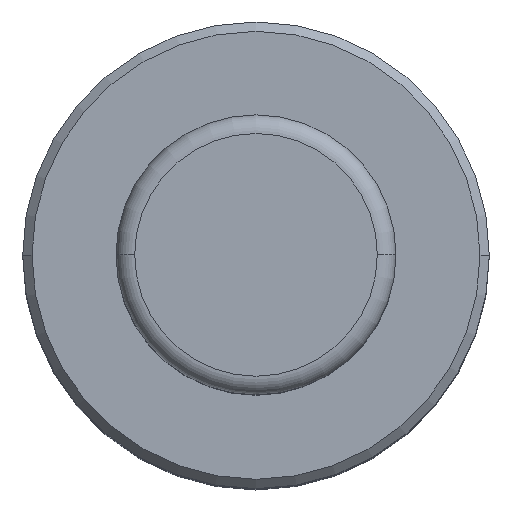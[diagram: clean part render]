
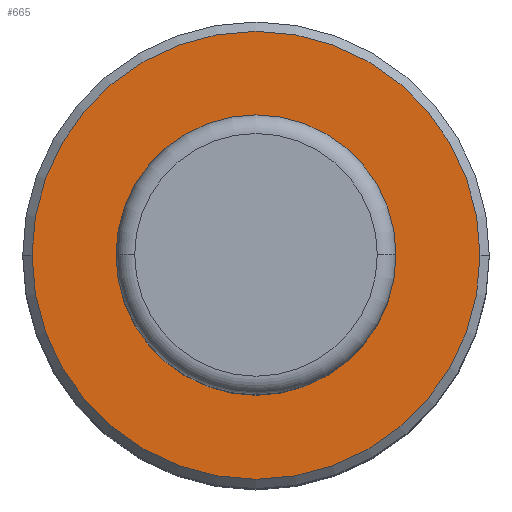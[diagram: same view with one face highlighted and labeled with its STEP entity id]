
A CAD part, top view. The second image highlights one B-rep face of the part: STEP entity #665.
In plain terms, the highlighted planar face has unit normal (0, 0, 1).
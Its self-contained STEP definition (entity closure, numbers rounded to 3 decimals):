
#25 = CARTESIAN_POINT ( 'NONE',  ( 7.5, 0., 42. ) ) ;
#26 = CARTESIAN_POINT ( 'NONE',  ( -12., 0., 42. ) ) ;
#47 = ORIENTED_EDGE ( 'NONE', *, *, #1035, .T. ) ;
#70 = ORIENTED_EDGE ( 'NONE', *, *, #1011, .T. ) ;
#79 = EDGE_LOOP ( 'NONE', ( #47, #174 ) ) ;
#148 = VERTEX_POINT ( 'NONE', #25 ) ;
#174 = ORIENTED_EDGE ( 'NONE', *, *, #696, .T. ) ;
#184 = DIRECTION ( 'NONE',  ( 0., 0., 1. ) ) ;
#206 = CARTESIAN_POINT ( 'NONE',  ( 12., 0., 42. ) ) ;
#238 = ORIENTED_EDGE ( 'NONE', *, *, #850, .T. ) ;
#239 = CARTESIAN_POINT ( 'NONE',  ( 0., 0., 42. ) ) ;
#267 = PLANE ( 'NONE',  #291 ) ;
#291 = AXIS2_PLACEMENT_3D ( 'NONE', #877, #184, #631 ) ;
#308 = AXIS2_PLACEMENT_3D ( 'NONE', #807, #960, #469 ) ;
#361 = CARTESIAN_POINT ( 'NONE',  ( -7.5, 0., 42. ) ) ;
#364 = DIRECTION ( 'NONE',  ( -1., 0., 0. ) ) ;
#380 = AXIS2_PLACEMENT_3D ( 'NONE', #239, #860, #364 ) ;
#421 = CIRCLE ( 'NONE', #308, 12. ) ;
#442 = DIRECTION ( 'NONE',  ( -1., 0., 0. ) ) ;
#467 = CIRCLE ( 'NONE', #380, 7.5 ) ;
#469 = DIRECTION ( 'NONE',  ( 1., 0., 0. ) ) ;
#488 = FACE_BOUND ( 'NONE', #79, .T. ) ;
#534 = CARTESIAN_POINT ( 'NONE',  ( 0., 0., 42. ) ) ;
#591 = DIRECTION ( 'NONE',  ( 0., 0., 1. ) ) ;
#594 = FACE_OUTER_BOUND ( 'NONE', #978, .T. ) ;
#608 = CIRCLE ( 'NONE', #783, 7.5 ) ;
#628 = DIRECTION ( 'NONE',  ( 0., 0., -1. ) ) ;
#631 = DIRECTION ( 'NONE',  ( 1., 0., 0. ) ) ;
#661 = CIRCLE ( 'NONE', #674, 12. ) ;
#665 = ADVANCED_FACE ( 'NONE', ( #594, #488 ), #267, .T. ) ;
#672 = VERTEX_POINT ( 'NONE', #361 ) ;
#674 = AXIS2_PLACEMENT_3D ( 'NONE', #1001, #591, #753 ) ;
#696 = EDGE_CURVE ( 'NONE', #148, #672, #608, .T. ) ;
#753 = DIRECTION ( 'NONE',  ( 1., 0., 0. ) ) ;
#778 = VERTEX_POINT ( 'NONE', #206 ) ;
#783 = AXIS2_PLACEMENT_3D ( 'NONE', #534, #628, #442 ) ;
#807 = CARTESIAN_POINT ( 'NONE',  ( 0., 0., 42. ) ) ;
#850 = EDGE_CURVE ( 'NONE', #778, #875, #421, .T. ) ;
#860 = DIRECTION ( 'NONE',  ( 0., 0., -1. ) ) ;
#875 = VERTEX_POINT ( 'NONE', #26 ) ;
#877 = CARTESIAN_POINT ( 'NONE',  ( -7.5, 0., 42. ) ) ;
#960 = DIRECTION ( 'NONE',  ( 0., 0., 1. ) ) ;
#978 = EDGE_LOOP ( 'NONE', ( #70, #238 ) ) ;
#1001 = CARTESIAN_POINT ( 'NONE',  ( 0., 0., 42. ) ) ;
#1011 = EDGE_CURVE ( 'NONE', #875, #778, #661, .T. ) ;
#1035 = EDGE_CURVE ( 'NONE', #672, #148, #467, .T. ) ;
